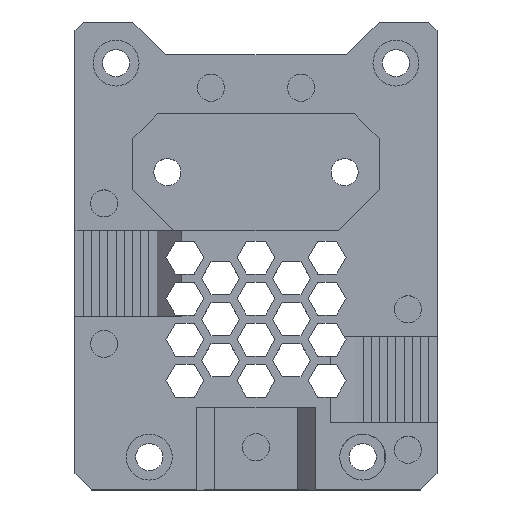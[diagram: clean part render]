
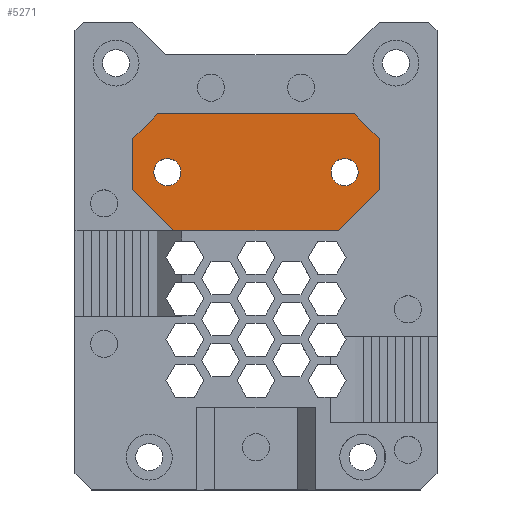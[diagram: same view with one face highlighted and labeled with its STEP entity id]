
A CAD part, top view. The second image highlights one B-rep face of the part: STEP entity #5271.
In plain terms, the highlighted planar face has unit normal (0, 0, 1).
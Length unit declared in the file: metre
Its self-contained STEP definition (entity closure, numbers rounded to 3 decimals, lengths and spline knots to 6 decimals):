
#171=LINE('',#7374,#864);
#545=LINE('',#8241,#1238);
#547=LINE('',#8245,#1240);
#550=LINE('',#8261,#1243);
#553=LINE('',#8267,#1246);
#554=LINE('',#8268,#1247);
#555=LINE('',#8269,#1248);
#556=LINE('',#8270,#1249);
#864=VECTOR('',#5939,1.);
#1238=VECTOR('',#6553,1.);
#1240=VECTOR('',#6557,1.);
#1243=VECTOR('',#6574,1.);
#1246=VECTOR('',#6579,1.);
#1247=VECTOR('',#6580,1.);
#1248=VECTOR('',#6581,1.);
#1249=VECTOR('',#6582,1.);
#1518=PLANE('',#5589);
#2526=ORIENTED_EDGE('',*,*,#3719,.F.);
#2527=ORIENTED_EDGE('',*,*,#3717,.F.);
#2528=ORIENTED_EDGE('',*,*,#3310,.F.);
#2529=ORIENTED_EDGE('',*,*,#3723,.T.);
#2530=ORIENTED_EDGE('',*,*,#3713,.T.);
#2531=ORIENTED_EDGE('',*,*,#3724,.T.);
#2532=ORIENTED_EDGE('',*,*,#3720,.F.);
#2533=ORIENTED_EDGE('',*,*,#3725,.T.);
#2534=ORIENTED_EDGE('',*,*,#3711,.F.);
#2535=ORIENTED_EDGE('',*,*,#3726,.T.);
#3310=EDGE_CURVE('',#4049,#4050,#171,.T.);
#3711=EDGE_CURVE('',#4355,#4356,#545,.T.);
#3713=EDGE_CURVE('',#4357,#4358,#547,.T.);
#3717=EDGE_CURVE('',#4360,#4360,#4428,.T.);
#3719=EDGE_CURVE('',#4362,#4362,#4430,.T.);
#3720=EDGE_CURVE('',#4363,#4364,#550,.T.);
#3723=EDGE_CURVE('',#4049,#4357,#553,.F.);
#3724=EDGE_CURVE('',#4358,#4364,#554,.T.);
#3725=EDGE_CURVE('',#4363,#4356,#555,.F.);
#3726=EDGE_CURVE('',#4355,#4050,#556,.T.);
#4049=VERTEX_POINT('',#7373);
#4050=VERTEX_POINT('',#7375);
#4355=VERTEX_POINT('',#8240);
#4356=VERTEX_POINT('',#8242);
#4357=VERTEX_POINT('',#8246);
#4358=VERTEX_POINT('',#8247);
#4360=VERTEX_POINT('',#8254);
#4362=VERTEX_POINT('',#8259);
#4363=VERTEX_POINT('',#8262);
#4364=VERTEX_POINT('',#8263);
#4428=CIRCLE('',#5584,0.00165);
#4430=CIRCLE('',#5587,0.00165);
#4628=EDGE_LOOP('',(#2526));
#4629=EDGE_LOOP('',(#2527));
#4630=EDGE_LOOP('',(#2528,#2529,#2530,#2531,#2532,#2533,#2534,#2535));
#4979=FACE_BOUND('',#4628,.T.);
#4980=FACE_BOUND('',#4629,.T.);
#4981=FACE_BOUND('',#4630,.T.);
#5271=ADVANCED_FACE('',(#4979,#4980,#4981),#1518,.T.);
#5584=AXIS2_PLACEMENT_3D('',#8253,#6564,#6565);
#5587=AXIS2_PLACEMENT_3D('',#8258,#6570,#6571);
#5589=AXIS2_PLACEMENT_3D('',#8266,#6577,#6578);
#5939=DIRECTION('',(-1.,0.,0.));
#6553=DIRECTION('',(0.,1.,0.));
#6557=DIRECTION('',(0.,1.,0.));
#6564=DIRECTION('',(0.,0.,1.));
#6565=DIRECTION('',(0.,-1.,0.));
#6570=DIRECTION('',(0.,0.,1.));
#6571=DIRECTION('',(0.,-1.,0.));
#6574=DIRECTION('',(1.,0.,0.));
#6577=DIRECTION('',(0.,0.,1.));
#6578=DIRECTION('',(1.,0.,0.));
#6579=DIRECTION('',(-0.707,-0.707,0.));
#6580=DIRECTION('',(-0.707,0.707,0.));
#6581=DIRECTION('',(0.707,0.707,0.));
#6582=DIRECTION('',(0.707,-0.707,0.));
#7373=CARTESIAN_POINT('',(0.01,0.0316,-0.0205));
#7374=CARTESIAN_POINT('',(-0.01705,0.0316,-0.0205));
#7375=CARTESIAN_POINT('',(-0.01,0.0316,-0.0205));
#8240=CARTESIAN_POINT('',(-0.015,0.0366,-0.0205));
#8241=CARTESIAN_POINT('',(-0.015,0.0387,-0.0205));
#8242=CARTESIAN_POINT('',(-0.015,0.0428,-0.0205));
#8245=CARTESIAN_POINT('',(0.015,0.0387,-0.0205));
#8246=CARTESIAN_POINT('',(0.015,0.0366,-0.0205));
#8247=CARTESIAN_POINT('',(0.015,0.0428,-0.0205));
#8253=CARTESIAN_POINT('',(0.0108,0.0387,-0.0205));
#8254=CARTESIAN_POINT('',(0.0108,0.03705,-0.0205));
#8258=CARTESIAN_POINT('',(-0.0108,0.0387,-0.0205));
#8259=CARTESIAN_POINT('',(-0.0108,0.03705,-0.0205));
#8261=CARTESIAN_POINT('',(0.,0.0458,-0.0205));
#8262=CARTESIAN_POINT('',(-0.012,0.0458,-0.0205));
#8263=CARTESIAN_POINT('',(0.012,0.0458,-0.0205));
#8266=CARTESIAN_POINT('',(0.,0.0285,-0.0205));
#8267=CARTESIAN_POINT('',(0.00345,0.02505,-0.0205));
#8268=CARTESIAN_POINT('',(0.01465,0.04315,-0.0205));
#8269=CARTESIAN_POINT('',(-0.01465,0.04315,-0.0205));
#8270=CARTESIAN_POINT('',(-0.00345,0.02505,-0.0205));
